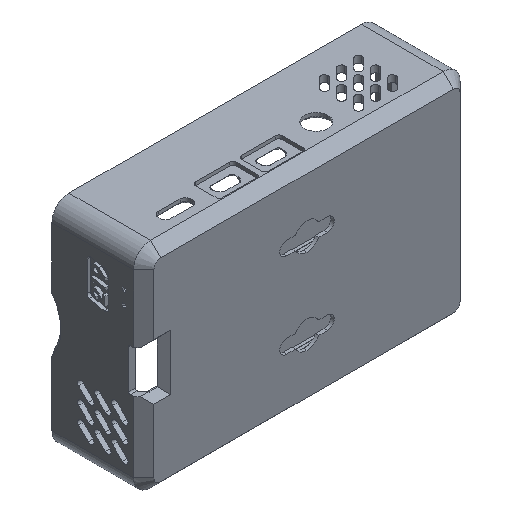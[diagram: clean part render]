
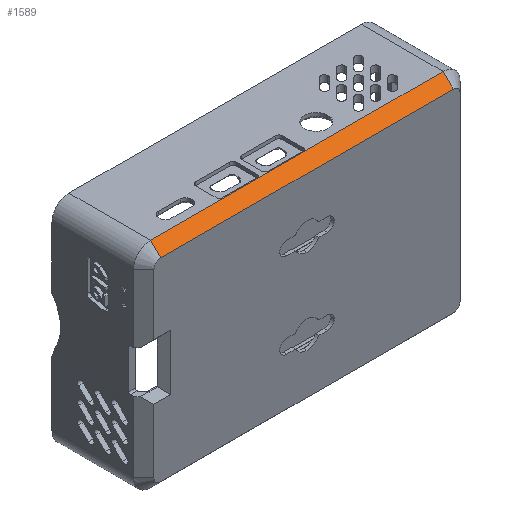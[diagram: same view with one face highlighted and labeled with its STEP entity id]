
A CAD part, isometric view. The second image highlights one B-rep face of the part: STEP entity #1589.
In plain terms, the highlighted planar face has unit normal (0, -0.707, 0.707).
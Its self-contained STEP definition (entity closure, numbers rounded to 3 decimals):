
#99 = VERTEX_POINT ( 'NONE', #13115 ) ;
#501 = LINE ( 'NONE', #8902, #2529 ) ;
#672 = CARTESIAN_POINT ( 'NONE',  ( -48., 3., 31.5 ) ) ;
#677 = LINE ( 'NONE', #5402, #9685 ) ;
#1308 = ORIENTED_EDGE ( 'NONE', *, *, #15201, .T. ) ;
#1589 = ADVANCED_FACE ( 'NONE', ( #4354 ), #7141, .F. ) ;
#1933 = CARTESIAN_POINT ( 'NONE',  ( -48., 3., 31.5 ) ) ;
#2529 = VECTOR ( 'NONE', #9054, 1000. ) ;
#4070 = EDGE_CURVE ( 'NONE', #13885, #8074, #10746, .T. ) ;
#4194 = DIRECTION ( 'NONE',  ( 0., -0.707, -0.707 ) ) ;
#4354 = FACE_OUTER_BOUND ( 'NONE', #12184, .T. ) ;
#4676 = DIRECTION ( 'NONE',  ( 1., 0., 0. ) ) ;
#5215 = LINE ( 'NONE', #13966, #10626 ) ;
#5402 = CARTESIAN_POINT ( 'NONE',  ( 43., 3., 31.5 ) ) ;
#6384 = ORIENTED_EDGE ( 'NONE', *, *, #4070, .F. ) ;
#6879 = ORIENTED_EDGE ( 'NONE', *, *, #13694, .F. ) ;
#7141 = PLANE ( 'NONE',  #7908 ) ;
#7908 = AXIS2_PLACEMENT_3D ( 'NONE', #672, #15681, #4676 ) ;
#8074 = VERTEX_POINT ( 'NONE', #9261 ) ;
#8338 = ORIENTED_EDGE ( 'NONE', *, *, #13391, .F. ) ;
#8902 = CARTESIAN_POINT ( 'NONE',  ( 0., 0., 28.5 ) ) ;
#9054 = DIRECTION ( 'NONE',  ( -1., 0., 0. ) ) ;
#9131 = DIRECTION ( 'NONE',  ( 0., -0.707, -0.707 ) ) ;
#9213 = DIRECTION ( 'NONE',  ( 1., 0., 0. ) ) ;
#9261 = CARTESIAN_POINT ( 'NONE',  ( 43., 3., 31.5 ) ) ;
#9685 = VECTOR ( 'NONE', #4194, 1000. ) ;
#9989 = VERTEX_POINT ( 'NONE', #13910 ) ;
#10626 = VECTOR ( 'NONE', #9131, 1000. ) ;
#10746 = LINE ( 'NONE', #1933, #12341 ) ;
#12184 = EDGE_LOOP ( 'NONE', ( #1308, #6879, #8338, #6384 ) ) ;
#12341 = VECTOR ( 'NONE', #9213, 1000. ) ;
#13115 = CARTESIAN_POINT ( 'NONE',  ( -43., 0., 28.5 ) ) ;
#13391 = EDGE_CURVE ( 'NONE', #8074, #9989, #677, .T. ) ;
#13552 = CARTESIAN_POINT ( 'NONE',  ( -43., 3., 31.5 ) ) ;
#13694 = EDGE_CURVE ( 'NONE', #9989, #99, #501, .T. ) ;
#13885 = VERTEX_POINT ( 'NONE', #13552 ) ;
#13910 = CARTESIAN_POINT ( 'NONE',  ( 43., 0., 28.5 ) ) ;
#13966 = CARTESIAN_POINT ( 'NONE',  ( -43., 3., 31.5 ) ) ;
#15201 = EDGE_CURVE ( 'NONE', #13885, #99, #5215, .T. ) ;
#15681 = DIRECTION ( 'NONE',  ( 0., 0.707, -0.707 ) ) ;
